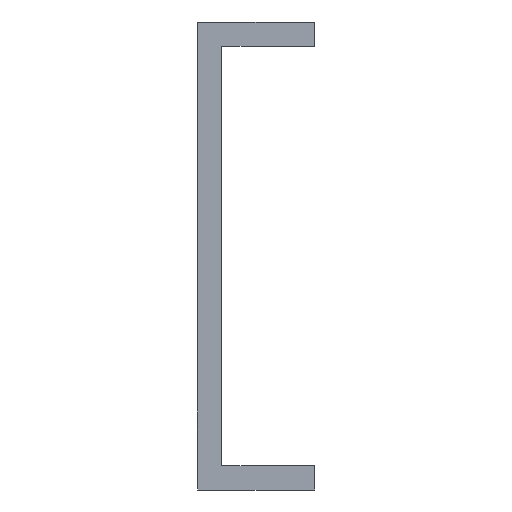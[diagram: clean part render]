
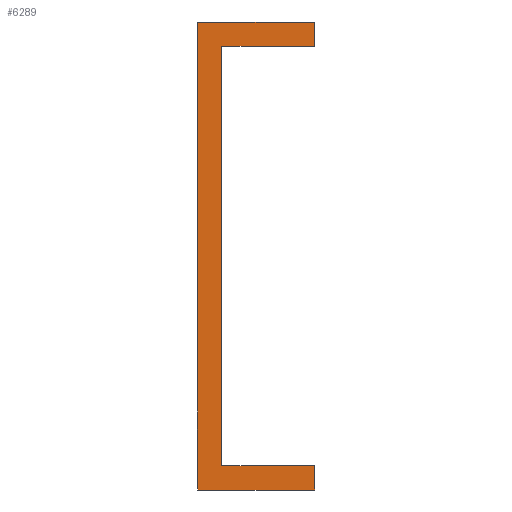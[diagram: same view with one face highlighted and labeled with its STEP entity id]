
A CAD part, front view. The second image highlights one B-rep face of the part: STEP entity #6289.
In plain terms, the highlighted planar face has unit normal (0, -1, 0).
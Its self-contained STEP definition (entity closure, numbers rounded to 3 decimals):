
#702 = VECTOR ( 'NONE', #3004, 1000. ) ;
#1095 = LINE ( 'NONE', #13146, #702 ) ;
#1826 = LINE ( 'NONE', #20500, #19896 ) ;
#2561 = CARTESIAN_POINT ( 'NONE',  ( 24., 0., 2.5 ) ) ;
#2677 = PLANE ( 'NONE',  #12249 ) ;
#2938 = EDGE_CURVE ( 'NONE', #21774, #8274, #1095, .T. ) ;
#3004 = DIRECTION ( 'NONE',  ( 0., 0., -1. ) ) ;
#3610 = VECTOR ( 'NONE', #10229, 1000. ) ;
#4877 = ORIENTED_EDGE ( 'NONE', *, *, #24689, .F. ) ;
#4969 = ORIENTED_EDGE ( 'NONE', *, *, #2938, .F. ) ;
#5579 = DIRECTION ( 'NONE',  ( 0., -1., 0. ) ) ;
#6289 = ADVANCED_FACE ( 'NONE', ( #19589 ), #2677, .T. ) ;
#6386 = ORIENTED_EDGE ( 'NONE', *, *, #33150, .F. ) ;
#6668 = CARTESIAN_POINT ( 'NONE',  ( -21.5, 0., 0. ) ) ;
#7700 = EDGE_CURVE ( 'NONE', #29135, #28092, #12088, .T. ) ;
#7997 = VECTOR ( 'NONE', #33093, 1000. ) ;
#8274 = VERTEX_POINT ( 'NONE', #19953 ) ;
#8709 = EDGE_CURVE ( 'NONE', #11624, #15961, #15978, .T. ) ;
#9519 = DIRECTION ( 'NONE',  ( -1., 0., 0. ) ) ;
#9820 = CARTESIAN_POINT ( 'NONE',  ( -12., 0., -43. ) ) ;
#9991 = CARTESIAN_POINT ( 'NONE',  ( -12., 0., -43. ) ) ;
#10115 = CARTESIAN_POINT ( 'NONE',  ( -24., 0., -45.5 ) ) ;
#10229 = DIRECTION ( 'NONE',  ( 0., 0., 1. ) ) ;
#10294 = DIRECTION ( 'NONE',  ( 0., 0., -1. ) ) ;
#11072 = CARTESIAN_POINT ( 'NONE',  ( -21.5, 0., -43. ) ) ;
#11329 = CARTESIAN_POINT ( 'NONE',  ( -12., 0., 2.5 ) ) ;
#11624 = VERTEX_POINT ( 'NONE', #11072 ) ;
#11724 = VECTOR ( 'NONE', #13059, 1000. ) ;
#12088 = LINE ( 'NONE', #10115, #3610 ) ;
#12249 = AXIS2_PLACEMENT_3D ( 'NONE', #23470, #5579, #20670 ) ;
#12727 = CARTESIAN_POINT ( 'NONE',  ( -21.5, 0., -45.5 ) ) ;
#13059 = DIRECTION ( 'NONE',  ( -1., 0., 0. ) ) ;
#13146 = CARTESIAN_POINT ( 'NONE',  ( -12., 0., 0. ) ) ;
#13670 = EDGE_CURVE ( 'NONE', #28092, #21774, #18361, .T. ) ;
#15819 = VERTEX_POINT ( 'NONE', #21935 ) ;
#15961 = VERTEX_POINT ( 'NONE', #9820 ) ;
#15972 = DIRECTION ( 'NONE',  ( 0., 0., -1. ) ) ;
#15978 = LINE ( 'NONE', #9991, #7997 ) ;
#16943 = ORIENTED_EDGE ( 'NONE', *, *, #17176, .F. ) ;
#17176 = EDGE_CURVE ( 'NONE', #15819, #29135, #23788, .T. ) ;
#17843 = DIRECTION ( 'NONE',  ( 1., 0., 0. ) ) ;
#18361 = LINE ( 'NONE', #2561, #22778 ) ;
#19589 = FACE_OUTER_BOUND ( 'NONE', #25147, .T. ) ;
#19896 = VECTOR ( 'NONE', #10294, 1000. ) ;
#19953 = CARTESIAN_POINT ( 'NONE',  ( -12., 0., 0. ) ) ;
#20500 = CARTESIAN_POINT ( 'NONE',  ( -12., 0., -43. ) ) ;
#20670 = DIRECTION ( 'NONE',  ( 0., 0., -1. ) ) ;
#21320 = VECTOR ( 'NONE', #15972, 1000. ) ;
#21620 = ORIENTED_EDGE ( 'NONE', *, *, #26260, .F. ) ;
#21774 = VERTEX_POINT ( 'NONE', #11329 ) ;
#21935 = CARTESIAN_POINT ( 'NONE',  ( -12., 0., -45.5 ) ) ;
#22778 = VECTOR ( 'NONE', #17843, 1000. ) ;
#22823 = ORIENTED_EDGE ( 'NONE', *, *, #7700, .F. ) ;
#23470 = CARTESIAN_POINT ( 'NONE',  ( 0., 0., 0. ) ) ;
#23788 = LINE ( 'NONE', #12727, #11724 ) ;
#24271 = ORIENTED_EDGE ( 'NONE', *, *, #8709, .F. ) ;
#24689 = EDGE_CURVE ( 'NONE', #30536, #11624, #25345, .T. ) ;
#25147 = EDGE_LOOP ( 'NONE', ( #4877, #6386, #4969, #28277, #22823, #16943, #21620, #24271 ) ) ;
#25345 = LINE ( 'NONE', #26528, #21320 ) ;
#25837 = CARTESIAN_POINT ( 'NONE',  ( -24., 0., -45.5 ) ) ;
#26260 = EDGE_CURVE ( 'NONE', #15961, #15819, #1826, .T. ) ;
#26528 = CARTESIAN_POINT ( 'NONE',  ( -21.5, 0., 0. ) ) ;
#27743 = VECTOR ( 'NONE', #9519, 1000. ) ;
#27791 = CARTESIAN_POINT ( 'NONE',  ( -24., 0., 2.5 ) ) ;
#28092 = VERTEX_POINT ( 'NONE', #27791 ) ;
#28277 = ORIENTED_EDGE ( 'NONE', *, *, #13670, .F. ) ;
#29135 = VERTEX_POINT ( 'NONE', #25837 ) ;
#29745 = LINE ( 'NONE', #29837, #27743 ) ;
#29837 = CARTESIAN_POINT ( 'NONE',  ( -12., 0., 0. ) ) ;
#30536 = VERTEX_POINT ( 'NONE', #6668 ) ;
#33093 = DIRECTION ( 'NONE',  ( 1., 0., 0. ) ) ;
#33150 = EDGE_CURVE ( 'NONE', #8274, #30536, #29745, .T. ) ;
